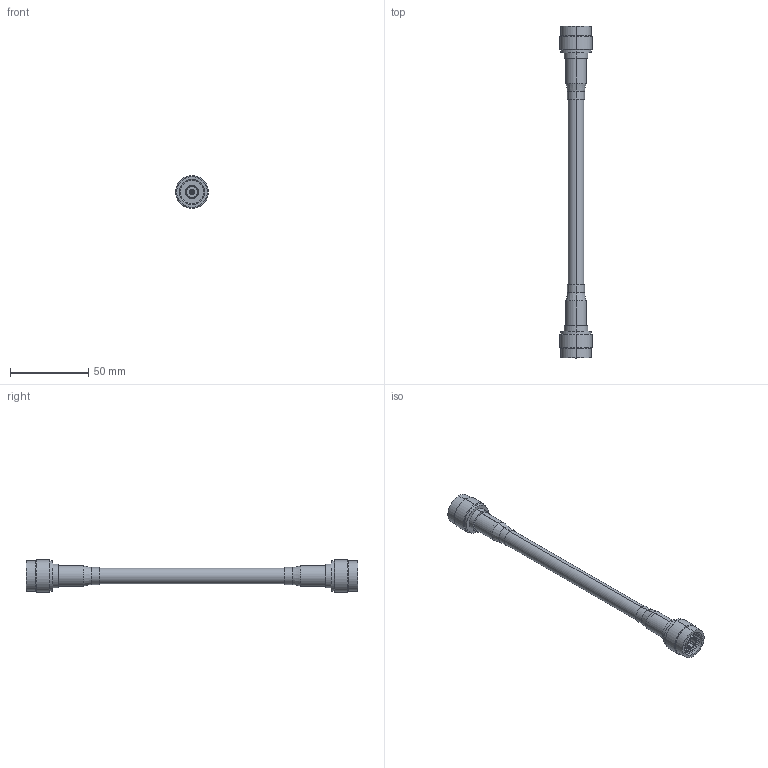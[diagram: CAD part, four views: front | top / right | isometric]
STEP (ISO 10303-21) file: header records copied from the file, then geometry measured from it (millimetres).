
FILE_DESCRIPTION (( 'STEP AP203' ), '1' );
FILE_NAME ('CC213-5.STEP', '2006-07-20T15:56:41', ( 'L-COM' ), ( 'L-COM' ), 'SwSTEP 2.0', 'SolidWorks 2006004', '' );
FILE_SCHEMA (( 'CONFIG_CONTROL_DESIGN' ));
Length unit declared in the file: inch
Products named in the file (7): BAC506; RG213-PROD_SP18942; BAC506-MA2; CC213-5; CC213-5-MA1; BAC506-MA1
Assembly tree (8 placements, depth 3):
  CC213-5
    BAC506  x2
      BAC506-MA1
      BAC506
      BAC506-MA2
    CC213-5-MA1  x2
    RG213-PROD_SP18942
Bounding box: 20.98 x 212.6 x 20.98 mm (x, y, z)
Volume: 22127.6 mm3; surface area: 18896.7 mm2
Topology: 9 solids, 9 shells, 286 faces, 618 edges, 368 vertices
Faces by surface type: cylinder 126, cone 88, plane 72
Entity records: 4783 total; most frequent: DIRECTION 780, CARTESIAN_POINT 695, ORIENTED_EDGE 624, AXIS2_PLACEMENT_3D 319, EDGE_CURVE 312, VERTEX_POINT 186, EDGE_LOOP 162, CIRCLE 162
